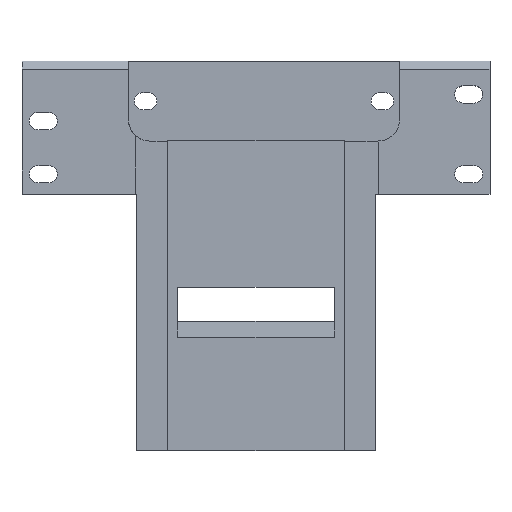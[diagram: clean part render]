
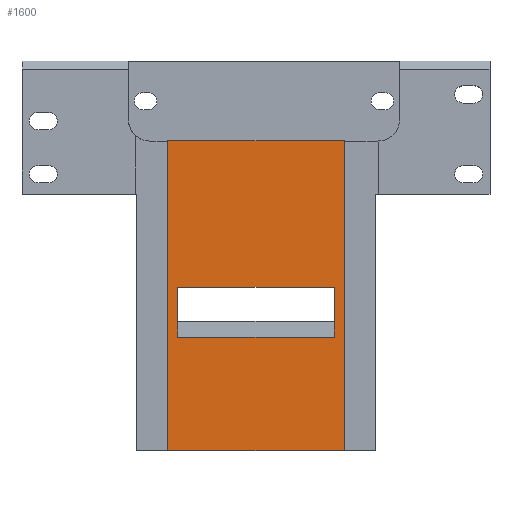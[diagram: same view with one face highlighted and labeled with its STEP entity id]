
A CAD part, top view. The second image highlights one B-rep face of the part: STEP entity #1600.
In plain terms, the highlighted planar face has unit normal (0, 0, 1).
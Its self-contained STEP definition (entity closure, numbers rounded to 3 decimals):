
#60=FACE_BOUND('',#294,.T.);
#203=FACE_OUTER_BOUND('',#293,.T.);
#293=EDGE_LOOP('',(#1437,#1438,#1439,#1440));
#294=EDGE_LOOP('',(#1441,#1442,#1443,#1444));
#331=LINE('',#2279,#496);
#335=LINE('',#2286,#500);
#340=LINE('',#2299,#505);
#399=LINE('',#2474,#564);
#411=LINE('',#2500,#576);
#421=LINE('',#2520,#586);
#428=LINE('',#2537,#593);
#460=LINE('',#2662,#625);
#496=VECTOR('',#1817,10.);
#500=VECTOR('',#1823,10.);
#505=VECTOR('',#1836,10.);
#564=VECTOR('',#1981,10.);
#576=VECTOR('',#2001,10.);
#586=VECTOR('',#2019,10.);
#593=VECTOR('',#2040,10.);
#625=VECTOR('',#2176,10.);
#663=VERTEX_POINT('',#2276);
#664=VERTEX_POINT('',#2278);
#666=VERTEX_POINT('',#2284);
#670=VERTEX_POINT('',#2298);
#726=VERTEX_POINT('',#2468);
#728=VERTEX_POINT('',#2472);
#737=VERTEX_POINT('',#2497);
#738=VERTEX_POINT('',#2499);
#826=EDGE_CURVE('',#664,#663,#331,.T.);
#830=EDGE_CURVE('',#666,#663,#335,.T.);
#837=EDGE_CURVE('',#670,#664,#340,.T.);
#919=EDGE_CURVE('',#726,#728,#399,.T.);
#931=EDGE_CURVE('',#738,#737,#411,.T.);
#942=EDGE_CURVE('',#726,#737,#421,.T.);
#952=EDGE_CURVE('',#728,#738,#428,.T.);
#1011=EDGE_CURVE('',#670,#666,#460,.T.);
#1437=ORIENTED_EDGE('',*,*,#919,.T.);
#1438=ORIENTED_EDGE('',*,*,#952,.T.);
#1439=ORIENTED_EDGE('',*,*,#931,.T.);
#1440=ORIENTED_EDGE('',*,*,#942,.F.);
#1441=ORIENTED_EDGE('',*,*,#837,.T.);
#1442=ORIENTED_EDGE('',*,*,#826,.T.);
#1443=ORIENTED_EDGE('',*,*,#830,.F.);
#1444=ORIENTED_EDGE('',*,*,#1011,.F.);
#1523=PLANE('',#1758);
#1600=ADVANCED_FACE('',(#203,#60),#1523,.T.);
#1758=AXIS2_PLACEMENT_3D('',#2678,#2199,#2200);
#1817=DIRECTION('',(1.,0.,0.));
#1823=DIRECTION('',(0.,1.,0.));
#1836=DIRECTION('',(0.,1.,0.));
#1981=DIRECTION('',(0.,1.,0.));
#2001=DIRECTION('',(0.,-1.,0.));
#2019=DIRECTION('',(-1.,0.,0.));
#2040=DIRECTION('',(-1.,0.,0.));
#2176=DIRECTION('',(1.,0.,0.));
#2199=DIRECTION('center_axis',(0.,0.,1.));
#2200=DIRECTION('ref_axis',(1.,0.,0.));
#2276=CARTESIAN_POINT('',(117.5,-35.,12.));
#2278=CARTESIAN_POINT('',(58.5,-35.,12.));
#2279=CARTESIAN_POINT('',(102.75,-35.,12.));
#2284=CARTESIAN_POINT('',(117.5,-53.75,12.));
#2286=CARTESIAN_POINT('',(117.5,-29.065,12.));
#2298=CARTESIAN_POINT('',(58.5,-53.75,12.));
#2299=CARTESIAN_POINT('',(58.5,-22.69,12.));
#2468=CARTESIAN_POINT('',(121.25,-96.49,12.));
#2472=CARTESIAN_POINT('',(121.25,20.,12.));
#2474=CARTESIAN_POINT('',(121.25,4.81,12.));
#2497=CARTESIAN_POINT('',(54.75,-96.49,12.));
#2499=CARTESIAN_POINT('',(54.75,20.,12.));
#2500=CARTESIAN_POINT('',(54.75,4.81,12.));
#2520=CARTESIAN_POINT('',(133.,-96.49,12.));
#2537=CARTESIAN_POINT('',(68.,20.,12.));
#2662=CARTESIAN_POINT('',(73.25,-53.75,12.));
#2678=CARTESIAN_POINT('Origin',(88.,-10.379,12.));
